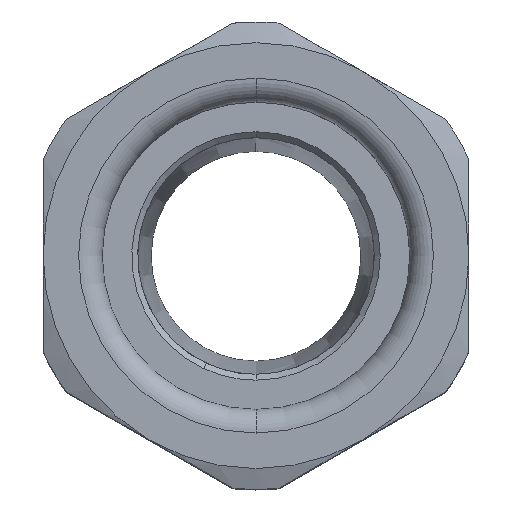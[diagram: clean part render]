
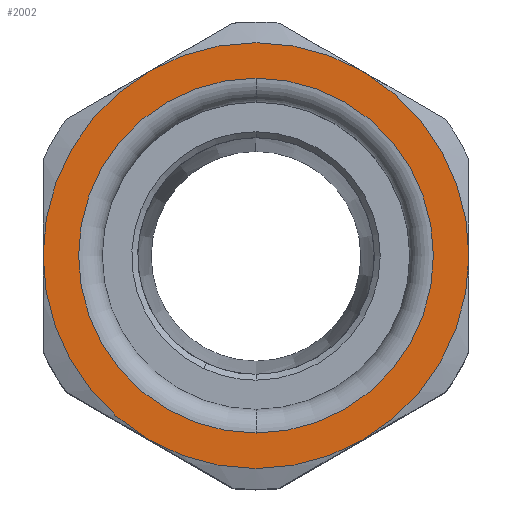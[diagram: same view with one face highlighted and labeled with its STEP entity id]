
A CAD part, top view. The second image highlights one B-rep face of the part: STEP entity #2002.
In plain terms, the highlighted planar face has unit normal (0, 0, 1).
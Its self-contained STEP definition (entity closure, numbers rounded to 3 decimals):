
#1796=AXIS2_PLACEMENT_3D('Circle Axis2P3D',#1794,#1795,$) ;
#1809=AXIS2_PLACEMENT_3D('Circle Axis2P3D',#1807,#1808,$) ;
#1832=AXIS2_PLACEMENT_3D('Circle Axis2P3D',#1830,#1831,$) ;
#1845=AXIS2_PLACEMENT_3D('Circle Axis2P3D',#1843,#1844,$) ;
#1857=AXIS2_PLACEMENT_3D('Circle Axis2P3D',#1855,#1856,$) ;
#1869=AXIS2_PLACEMENT_3D('Circle Axis2P3D',#1867,#1868,$) ;
#1882=AXIS2_PLACEMENT_3D('Circle Axis2P3D',#1880,#1881,$) ;
#1900=AXIS2_PLACEMENT_3D('Circle Axis2P3D',#1898,#1899,$) ;
#1972=AXIS2_PLACEMENT_3D('Plane Axis2P3D',#1969,#1970,#1971) ;
#1986=AXIS2_PLACEMENT_3D('Circle Axis2P3D',#1984,#1985,$) ;
#1995=AXIS2_PLACEMENT_3D('Circle Axis2P3D',#1993,#1994,$) ;
#1331=CARTESIAN_POINT('Vertex',(9.,4.162,56.75)) ;
#1389=CARTESIAN_POINT('Vertex',(27.,4.162,56.75)) ;
#1476=CARTESIAN_POINT('Vertex',(0.,19.75,56.75)) ;
#1534=CARTESIAN_POINT('Vertex',(9.,35.338,56.75)) ;
#1592=CARTESIAN_POINT('Vertex',(27.,35.338,56.75)) ;
#1682=CARTESIAN_POINT('Vertex',(36.,19.75,56.75)) ;
#1794=CARTESIAN_POINT('Axis2P3D Location',(18.,19.75,56.75)) ;
#1807=CARTESIAN_POINT('Axis2P3D Location',(18.,19.75,56.75)) ;
#1811=CARTESIAN_POINT('Vertex',(8.635,4.378,56.75)) ;
#1830=CARTESIAN_POINT('Axis2P3D Location',(18.,19.75,56.75)) ;
#1843=CARTESIAN_POINT('Axis2P3D Location',(18.,19.75,56.75)) ;
#1855=CARTESIAN_POINT('Axis2P3D Location',(18.,19.75,56.75)) ;
#1867=CARTESIAN_POINT('Axis2P3D Location',(18.,19.75,56.75)) ;
#1880=CARTESIAN_POINT('Axis2P3D Location',(18.,19.75,56.75)) ;
#1884=CARTESIAN_POINT('Vertex',(27.365,35.122,56.75)) ;
#1898=CARTESIAN_POINT('Axis2P3D Location',(18.,19.75,56.75)) ;
#1969=CARTESIAN_POINT('Axis2P3D Location',(18.,19.75,56.75)) ;
#1984=CARTESIAN_POINT('Axis2P3D Location',(18.,19.75,56.75)) ;
#1988=CARTESIAN_POINT('Vertex',(18.,34.75,56.75)) ;
#1990=CARTESIAN_POINT('Vertex',(18.,4.75,56.75)) ;
#1993=CARTESIAN_POINT('Axis2P3D Location',(18.,19.75,56.75)) ;
#1795=DIRECTION('Axis2P3D Direction',(0.,0.,-1.)) ;
#1808=DIRECTION('Axis2P3D Direction',(0.,0.,-1.)) ;
#1831=DIRECTION('Axis2P3D Direction',(0.,0.,-1.)) ;
#1844=DIRECTION('Axis2P3D Direction',(0.,0.,-1.)) ;
#1856=DIRECTION('Axis2P3D Direction',(0.,0.,-1.)) ;
#1868=DIRECTION('Axis2P3D Direction',(0.,0.,-1.)) ;
#1881=DIRECTION('Axis2P3D Direction',(0.,0.,-1.)) ;
#1899=DIRECTION('Axis2P3D Direction',(0.,0.,-1.)) ;
#1970=DIRECTION('Axis2P3D Direction',(0.,0.,-1.)) ;
#1971=DIRECTION('Axis2P3D XDirection',(0.,1.,0.)) ;
#1985=DIRECTION('Axis2P3D Direction',(0.,0.,-1.)) ;
#1994=DIRECTION('Axis2P3D Direction',(0.,0.,-1.)) ;
#1975=ORIENTED_EDGE('',*,*,#1847,.T.) ;
#1976=ORIENTED_EDGE('',*,*,#1902,.T.) ;
#1977=ORIENTED_EDGE('',*,*,#1886,.T.) ;
#1978=ORIENTED_EDGE('',*,*,#1871,.T.) ;
#1979=ORIENTED_EDGE('',*,*,#1859,.T.) ;
#1980=ORIENTED_EDGE('',*,*,#1834,.T.) ;
#1981=ORIENTED_EDGE('',*,*,#1813,.T.) ;
#1982=ORIENTED_EDGE('',*,*,#1798,.T.) ;
#1999=ORIENTED_EDGE('',*,*,#1992,.F.) ;
#2000=ORIENTED_EDGE('',*,*,#1997,.F.) ;
#2001=FACE_BOUND('',#1998,.T.) ;
#2002=ADVANCED_FACE('PartBody',(#1983,#2001),#1973,.F.) ;
#1797=CIRCLE('generated circle',#1796,18.) ;
#1810=CIRCLE('generated circle',#1809,18.) ;
#1833=CIRCLE('generated circle',#1832,18.) ;
#1846=CIRCLE('generated circle',#1845,18.) ;
#1858=CIRCLE('generated circle',#1857,18.) ;
#1870=CIRCLE('generated circle',#1869,18.) ;
#1883=CIRCLE('generated circle',#1882,18.) ;
#1901=CIRCLE('generated circle',#1900,18.) ;
#1987=CIRCLE('generated circle',#1986,15.) ;
#1996=CIRCLE('generated circle',#1995,15.) ;
#1798=EDGE_CURVE('',#1332,#1390,#1797,.F.) ;
#1813=EDGE_CURVE('',#1812,#1332,#1810,.F.) ;
#1834=EDGE_CURVE('',#1477,#1812,#1833,.F.) ;
#1847=EDGE_CURVE('',#1390,#1683,#1846,.F.) ;
#1859=EDGE_CURVE('',#1535,#1477,#1858,.F.) ;
#1871=EDGE_CURVE('',#1593,#1535,#1870,.F.) ;
#1886=EDGE_CURVE('',#1885,#1593,#1883,.F.) ;
#1902=EDGE_CURVE('',#1683,#1885,#1901,.F.) ;
#1992=EDGE_CURVE('',#1989,#1991,#1987,.F.) ;
#1997=EDGE_CURVE('',#1991,#1989,#1996,.F.) ;
#1974=EDGE_LOOP('',(#1975,#1976,#1977,#1978,#1979,#1980,#1981,#1982)) ;
#1998=EDGE_LOOP('',(#1999,#2000)) ;
#1983=FACE_OUTER_BOUND('',#1974,.T.) ;
#1973=PLANE('',#1972) ;
#1332=VERTEX_POINT('',#1331) ;
#1390=VERTEX_POINT('',#1389) ;
#1477=VERTEX_POINT('',#1476) ;
#1535=VERTEX_POINT('',#1534) ;
#1593=VERTEX_POINT('',#1592) ;
#1683=VERTEX_POINT('',#1682) ;
#1812=VERTEX_POINT('',#1811) ;
#1885=VERTEX_POINT('',#1884) ;
#1989=VERTEX_POINT('',#1988) ;
#1991=VERTEX_POINT('',#1990) ;
